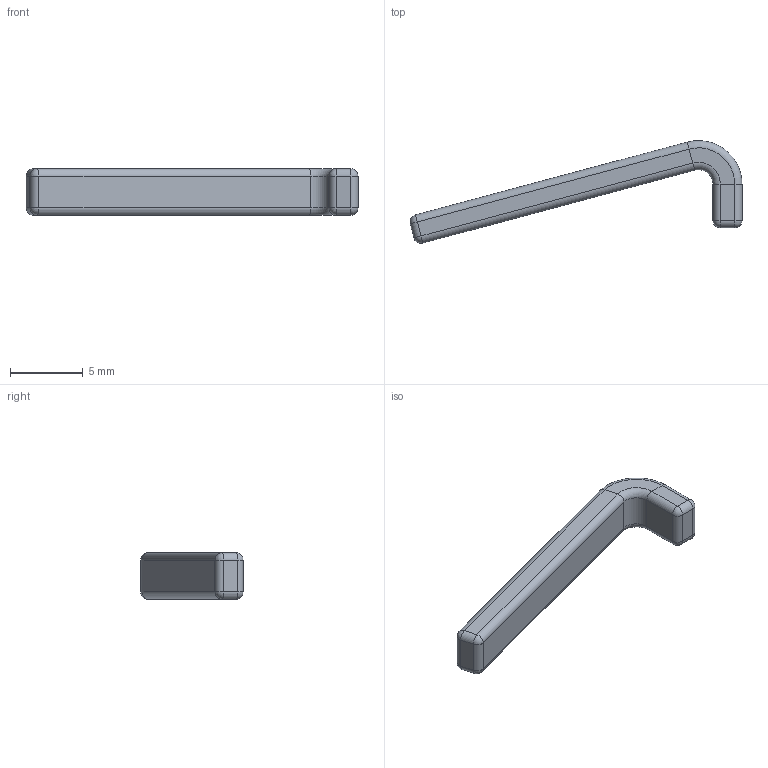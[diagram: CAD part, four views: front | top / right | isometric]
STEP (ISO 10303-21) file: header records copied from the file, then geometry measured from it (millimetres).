
FILE_DESCRIPTION (( 'STEP AP203' ), '1' );
FILE_NAME ('paperd_ink_update_1.1_stand_iter4.STEP', '2022-10-11T04:30:55', ( '' ), ( '' ), 'SwSTEP 2.0', 'SolidWorks 2019', '' );
FILE_SCHEMA (( 'CONFIG_CONTROL_DESIGN' ));
Length unit declared in the file: millimetre
Products named in the file (1): paperd_ink_update_1.1_stand_iter4
Bounding box: 22.88 x 7.06 x 3.2 mm (x, y, z)
Volume: 163.4 mm3; surface area: 261.5 mm2
Topology: 1 solids, 1 shells, 42 faces, 88 edges, 42 vertices
Faces by surface type: cylinder 18, plane 12, sphere 8, torus 4
Entity records: 1101 total; most frequent: DIRECTION 206, CARTESIAN_POINT 163, ORIENTED_EDGE 160, AXIS2_PLACEMENT_3D 83, EDGE_CURVE 80, FACE_OUTER_BOUND 42, EDGE_LOOP 42, ADVANCED_FACE 42
